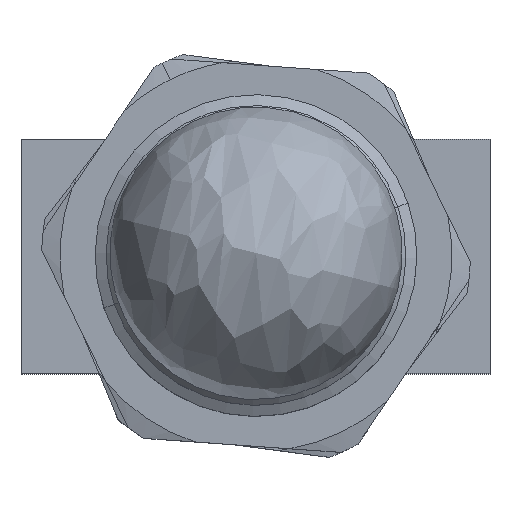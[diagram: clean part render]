
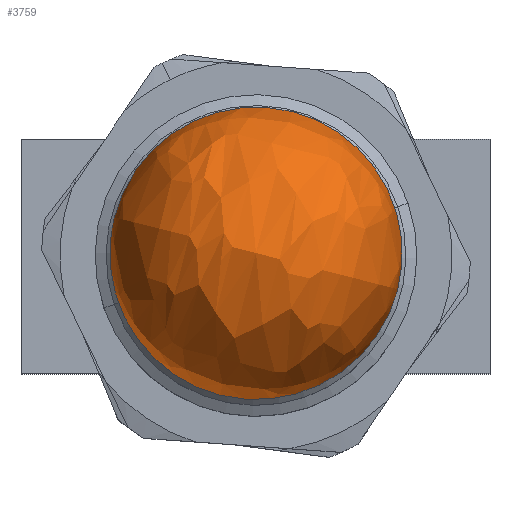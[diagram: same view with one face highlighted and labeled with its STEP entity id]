
A CAD part, top view. The second image highlights one B-rep face of the part: STEP entity #3759.
In plain terms, the highlighted free-form (B-spline) face has degree [3, 3] with [4, 4] control points.
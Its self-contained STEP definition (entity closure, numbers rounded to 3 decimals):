
#15 = FACE_OUTER_BOUND ( 'NONE', #2785, .T. ) ;
#101 = ORIENTED_EDGE ( 'NONE', *, *, #3131, .F. ) ;
#105 = DIRECTION ( 'NONE',  ( 0.246, 0.969, 0. ) ) ;
#136 = DIRECTION ( 'NONE',  ( 0.246, 0.969, 0. ) ) ;
#315 = AXIS2_PLACEMENT_3D ( 'NONE', #2088, #870, #2426 ) ;
#435 = AXIS2_PLACEMENT_3D ( 'NONE', #3648, #1677, #105 ) ;
#437 = CARTESIAN_POINT ( 'NONE',  ( 25.691, 5.535, 151.45 ) ) ;
#479 = CARTESIAN_POINT ( 'NONE',  ( 6.309, 10.465, 151.45 ) ) ;
#750 = CARTESIAN_POINT ( 'NONE',  ( 16., 8., 151.45 ) ) ;
#800 = CARTESIAN_POINT ( 'NONE',  ( 20.762, -13.848, 191.45 ) ) ;
#828 = AXIS2_PLACEMENT_3D ( 'NONE', #3038, #3650, #136 ) ;
#870 = DIRECTION ( 'NONE',  ( 0., 0., -1. ) ) ;
#1088 = CARTESIAN_POINT ( 'NONE',  ( 11.238, 29.848, 151.45 ) ) ;
#1097 = CARTESIAN_POINT ( 'NONE',  ( 18.465, 17.691, 151.45 ) ) ;
#1185 = CARTESIAN_POINT ( 'NONE',  ( 6.309, 10.465, 151.45 ) ) ;
#1553 = CARTESIAN_POINT ( 'NONE',  ( 25.691, 5.535, 151.45 ) ) ;
#1677 = DIRECTION ( 'NONE',  ( 0., 0., -1. ) ) ;
#1757 = CARTESIAN_POINT ( 'NONE',  ( 20.762, -13.848, 151.45 ) ) ;
#1810 = ORIENTED_EDGE ( 'NONE', *, *, #3212, .F. ) ;
#1986 = DIRECTION ( 'NONE',  ( 0., 0., -1. ) ) ;
#2011 = AXIS2_PLACEMENT_3D ( 'NONE', #750, #1986, #3581 ) ;
#2045 = CARTESIAN_POINT ( 'NONE',  ( 25.691, 5.535, 151.45 ) ) ;
#2088 = CARTESIAN_POINT ( 'NONE',  ( 16., 8., 151.45 ) ) ;
#2108 = EDGE_CURVE ( 'NONE', #2246, #2916, #4034, .T. ) ;
#2246 = VERTEX_POINT ( 'NONE', #1553 ) ;
#2331 = VERTEX_POINT ( 'NONE', #1185 ) ;
#2378 = CARTESIAN_POINT ( 'NONE',  ( 6.309, 10.465, 151.45 ) ) ;
#2426 = DIRECTION ( 'NONE',  ( 0.246, 0.969, 0. ) ) ;
#2514 = ORIENTED_EDGE ( 'NONE', *, *, #3270, .F. ) ;
#2647 = VERTEX_POINT ( 'NONE', #1097 ) ;
#2686 = CARTESIAN_POINT ( 'NONE',  ( 30.621, 24.918, 151.45 ) ) ;
#2713 = CARTESIAN_POINT ( 'NONE',  ( 6.309, 10.465, 151.45 ) ) ;
#2785 = EDGE_LOOP ( 'NONE', ( #3100, #101, #1810, #2514 ) ) ;
#2790 = CIRCLE ( 'NONE', #315, 10. ) ;
#2916 = VERTEX_POINT ( 'NONE', #3200 ) ;
#2987 = CARTESIAN_POINT ( 'NONE',  ( 25.691, 5.535, 151.45 ) ) ;
#3000 = CARTESIAN_POINT ( 'NONE',  ( 25.691, 5.535, 151.45 ) ) ;
#3021 = CARTESIAN_POINT ( 'NONE',  ( 1.379, -8.918, 191.45 ) ) ;
#3029 = CIRCLE ( 'NONE', #2011, 10. ) ;
#3038 = CARTESIAN_POINT ( 'NONE',  ( 16., 8., 151.45 ) ) ;
#3100 = ORIENTED_EDGE ( 'NONE', *, *, #2108, .F. ) ;
#3131 = EDGE_CURVE ( 'NONE', #2647, #2246, #3029, .T. ) ;
#3200 = CARTESIAN_POINT ( 'NONE',  ( 13.535, -1.691, 151.45 ) ) ;
#3212 = EDGE_CURVE ( 'NONE', #2331, #2647, #3438, .T. ) ;
#3270 = EDGE_CURVE ( 'NONE', #2916, #2331, #2790, .T. ) ;
#3350 = CARTESIAN_POINT ( 'NONE',  ( 1.379, -8.918, 151.45 ) ) ;
#3380 = CARTESIAN_POINT ( 'NONE',  ( 30.621, 24.918, 191.45 ) ) ;
#3438 = CIRCLE ( 'NONE', #828, 10. ) ;
#3500 =( BOUNDED_SURFACE ( )  B_SPLINE_SURFACE ( 3, 3, ( 
 ( #437, #2045, #2987, #3000 ),
 ( #2686, #3380, #800, #1757 ),
 ( #1088, #3655, #3021, #3350 ),
 ( #3669, #2378, #479, #2713 ) ),
 .UNSPECIFIED., .F., .F., .T. ) 
 B_SPLINE_SURFACE_WITH_KNOTS ( ( 4, 4 ),
 ( 4, 4 ),
 ( 0., 1. ),
 ( 0., 1. ),
 .UNSPECIFIED. ) 
 GEOMETRIC_REPRESENTATION_ITEM ( )  RATIONAL_B_SPLINE_SURFACE ( (
 ( 1., 0.333, 0.333, 1.),
 ( 0.333, 0.111, 0.111, 0.333),
 ( 0.333, 0.111, 0.111, 0.333),
 ( 1., 0.333, 0.333, 1.) ) ) 
 REPRESENTATION_ITEM ( '' )  SURFACE ( )  );
#3581 = DIRECTION ( 'NONE',  ( 0.246, 0.969, 0. ) ) ;
#3648 = CARTESIAN_POINT ( 'NONE',  ( 16., 8., 151.45 ) ) ;
#3650 = DIRECTION ( 'NONE',  ( 0., 0., -1. ) ) ;
#3655 = CARTESIAN_POINT ( 'NONE',  ( 11.238, 29.848, 191.45 ) ) ;
#3669 = CARTESIAN_POINT ( 'NONE',  ( 6.309, 10.465, 151.45 ) ) ;
#3759 = ADVANCED_FACE ( 'NONE', ( #15 ), #3500, .T. ) ;
#4034 = CIRCLE ( 'NONE', #435, 10. ) ;
